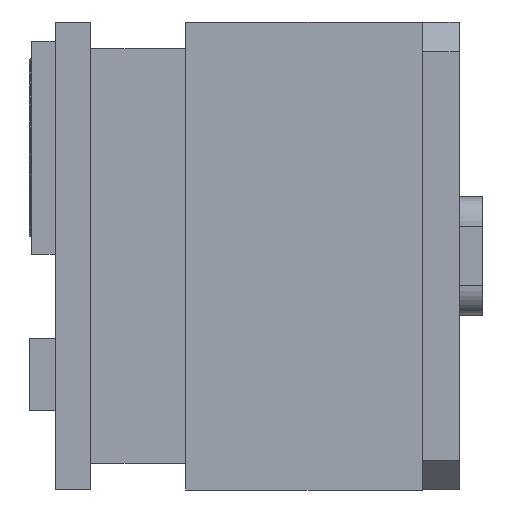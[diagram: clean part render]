
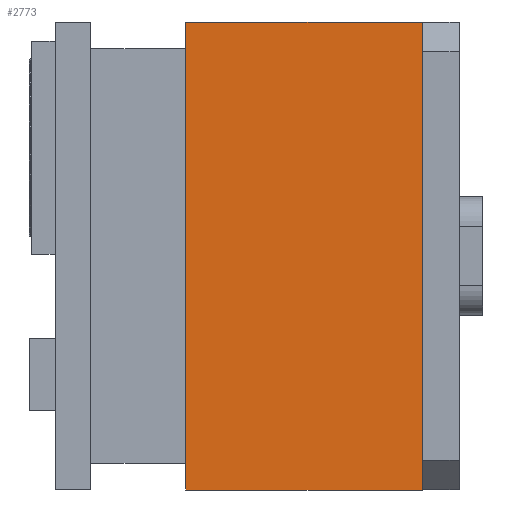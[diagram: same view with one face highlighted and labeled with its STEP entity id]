
A CAD part, left-side view. The second image highlights one B-rep face of the part: STEP entity #2773.
In plain terms, the highlighted planar face has unit normal (-1, 0, 0).
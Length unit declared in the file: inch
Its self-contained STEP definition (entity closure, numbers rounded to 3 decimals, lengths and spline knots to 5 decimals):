
#56 = VERTEX_POINT ( 'NONE', #5097 ) ;
#133 = CARTESIAN_POINT ( 'NONE',  ( -0.395, 0.2, -0.1975 ) ) ;
#276 = CARTESIAN_POINT ( 'NONE',  ( -0.395, 0.2, 0.1975 ) ) ;
#397 = LINE ( 'NONE', #133, #6547 ) ;
#496 = EDGE_LOOP ( 'NONE', ( #6411, #4865, #2302, #963 ) ) ;
#715 = CARTESIAN_POINT ( 'NONE',  ( -0.395, 0.2, 0.1975 ) ) ;
#894 = EDGE_CURVE ( 'NONE', #7100, #56, #397, .T. ) ;
#931 = CARTESIAN_POINT ( 'NONE',  ( -0.395, 0.2, -0.1975 ) ) ;
#963 = ORIENTED_EDGE ( 'NONE', *, *, #894, .T. ) ;
#1322 = DIRECTION ( 'NONE',  ( 0., -1., 0. ) ) ;
#1603 = EDGE_CURVE ( 'NONE', #7100, #4236, #5514, .T. ) ;
#1649 = EDGE_CURVE ( 'NONE', #56, #4688, #2346, .T. ) ;
#1765 = DIRECTION ( 'NONE',  ( 0., 0., 1. ) ) ;
#2113 = DIRECTION ( 'NONE',  ( 1., 0., 0. ) ) ;
#2302 = ORIENTED_EDGE ( 'NONE', *, *, #1603, .F. ) ;
#2346 = LINE ( 'NONE', #4800, #4948 ) ;
#2545 = AXIS2_PLACEMENT_3D ( 'NONE', #931, #2113, #6277 ) ;
#2679 = PLANE ( 'NONE',  #2545 ) ;
#2773 = ADVANCED_FACE ( 'NONE', ( #6204 ), #2679, .F. ) ;
#3362 = VECTOR ( 'NONE', #3652, 39.37008 ) ;
#3652 = DIRECTION ( 'NONE',  ( 0., -1., 0. ) ) ;
#4228 = CARTESIAN_POINT ( 'NONE',  ( -0.395, 0.2, -0.1975 ) ) ;
#4236 = VERTEX_POINT ( 'NONE', #276 ) ;
#4688 = VERTEX_POINT ( 'NONE', #5163 ) ;
#4800 = CARTESIAN_POINT ( 'NONE',  ( -0.395, 0., -0.1975 ) ) ;
#4865 = ORIENTED_EDGE ( 'NONE', *, *, #5485, .F. ) ;
#4948 = VECTOR ( 'NONE', #7199, 39.37008 ) ;
#5097 = CARTESIAN_POINT ( 'NONE',  ( -0.395, 0., -0.1975 ) ) ;
#5163 = CARTESIAN_POINT ( 'NONE',  ( -0.395, 0., 0.1975 ) ) ;
#5334 = LINE ( 'NONE', #715, #3362 ) ;
#5485 = EDGE_CURVE ( 'NONE', #4236, #4688, #5334, .T. ) ;
#5514 = LINE ( 'NONE', #7133, #6920 ) ;
#6204 = FACE_OUTER_BOUND ( 'NONE', #496, .T. ) ;
#6277 = DIRECTION ( 'NONE',  ( 0., 0., -1. ) ) ;
#6411 = ORIENTED_EDGE ( 'NONE', *, *, #1649, .T. ) ;
#6547 = VECTOR ( 'NONE', #1322, 39.37008 ) ;
#6920 = VECTOR ( 'NONE', #1765, 39.37008 ) ;
#7100 = VERTEX_POINT ( 'NONE', #4228 ) ;
#7133 = CARTESIAN_POINT ( 'NONE',  ( -0.395, 0.2, -0.1975 ) ) ;
#7199 = DIRECTION ( 'NONE',  ( 0., 0., 1. ) ) ;
